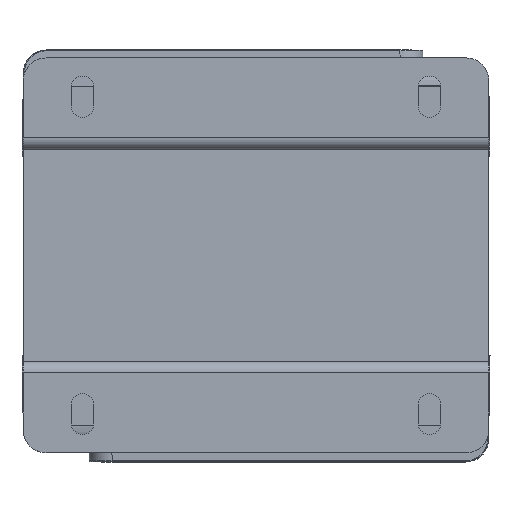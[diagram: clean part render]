
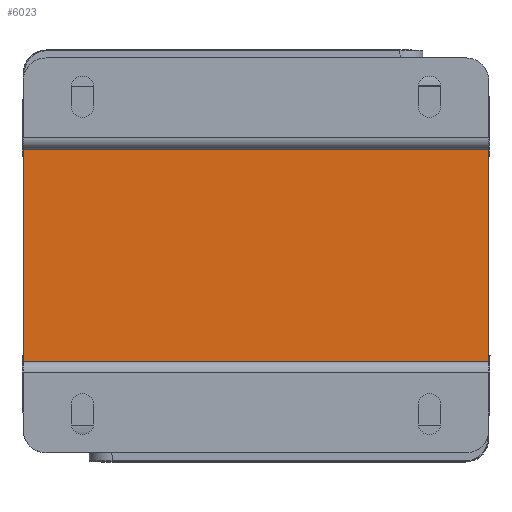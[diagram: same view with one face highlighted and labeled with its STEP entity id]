
A CAD part, top view. The second image highlights one B-rep face of the part: STEP entity #6023.
In plain terms, the highlighted face is planar.
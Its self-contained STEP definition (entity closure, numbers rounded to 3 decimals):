
#5489=DIRECTION('',(-1.,0.,0.));
#5490=VECTOR('',#5489,102.);
#5491=CARTESIAN_POINT('',(51.,42.5,0.));
#5492=LINE('',#5491,#5490);
#5577=DIRECTION('',(-1.,0.,0.));
#5578=VECTOR('',#5577,102.);
#5579=CARTESIAN_POINT('',(51.,42.5,46.5));
#5580=LINE('',#5579,#5578);
#5645=DIRECTION('',(0.,0.,1.));
#5646=VECTOR('',#5645,46.5);
#5647=CARTESIAN_POINT('',(-51.,42.5,0.));
#5648=LINE('',#5647,#5646);
#5649=DIRECTION('',(0.,0.,1.));
#5650=VECTOR('',#5649,46.5);
#5651=CARTESIAN_POINT('',(51.,42.5,0.));
#5652=LINE('',#5651,#5650);
#5709=CARTESIAN_POINT('',(-51.,42.5,0.));
#5711=VERTEX_POINT('',#5709);
#5715=CARTESIAN_POINT('',(51.,42.5,0.));
#5716=VERTEX_POINT('',#5715);
#5749=CARTESIAN_POINT('',(-51.,42.5,46.5));
#5751=VERTEX_POINT('',#5749);
#5755=CARTESIAN_POINT('',(51.,42.5,46.5));
#5756=VERTEX_POINT('',#5755);
#6011=CARTESIAN_POINT('',(51.,42.5,0.));
#6012=DIRECTION('',(0.,1.,0.));
#6013=DIRECTION('',(-1.,0.,0.));
#6014=AXIS2_PLACEMENT_3D('',#6011,#6012,#6013);
#6015=PLANE('',#6014);
#6016=ORIENTED_EDGE('',*,*,#5784,.F.);
#6018=ORIENTED_EDGE('',*,*,#6017,.T.);
#6019=ORIENTED_EDGE('',*,*,#5868,.T.);
#6020=ORIENTED_EDGE('',*,*,#6003,.F.);
#6021=EDGE_LOOP('',(#6016,#6018,#6019,#6020));
#6022=FACE_OUTER_BOUND('',#6021,.F.);
#5784=EDGE_CURVE('',#5716,#5711,#5492,.T.);
#5868=EDGE_CURVE('',#5756,#5751,#5580,.T.);
#6003=EDGE_CURVE('',#5711,#5751,#5648,.T.);
#6017=EDGE_CURVE('',#5716,#5756,#5652,.T.);
#6023=ADVANCED_FACE('',(#6022),#6015,.T.);
